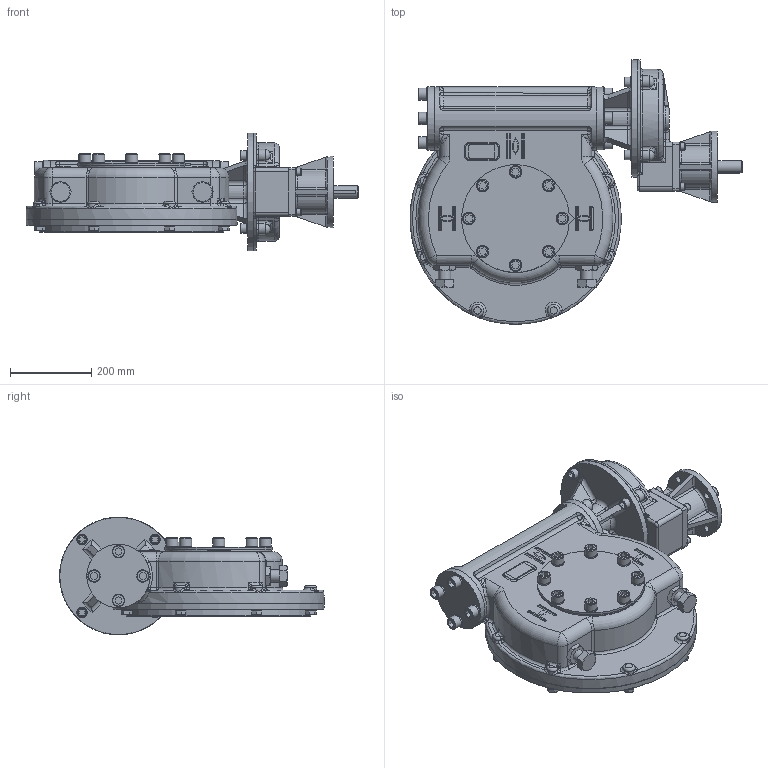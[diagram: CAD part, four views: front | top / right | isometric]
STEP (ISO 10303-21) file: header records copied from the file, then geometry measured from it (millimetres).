
FILE_DESCRIPTION(/* description */ ('Unknown'),/* implementation_level */ '2;1');
FILE_NAME(/* name */ 'PUB-IW82FBIRS-F14-F35',/* time_stamp */ '2016-07-11T14:43:12+01:00',/* author */ ('Unknown'),/* organization */ ('Unknown'),/* preprocessor_version */ 'ST-DEVELOPER v16',/* originating_system */ 'DEX',/* authorisation */ $);
FILE_SCHEMA (('AUTOMOTIVE_DESIGN {1 0 10303 214 3 1 1}'));
Products named in the file (1): PUB-IW82FBIRS-F14-F35
Bounding box: 817.13 x 650.94 x 289.28 mm (x, y, z)
Surface area: 1531289.5 mm2 (no closed solid volume)
Topology: 0 solids, 109 shells, 1473 faces, 5064 edges, 3638 vertices
Faces by surface type: plane 711, cylinder 322, torus 140, bspline 118, cone 118, sphere 64
Full cylindrical faces by diameter (mm): 16.5 x4, 17 x8, 18 x4, 19 x4, 24 x4, 26.211 x8, 30 x19, 30.7 x16, 50 x1, 100 x1, 155 x1, 175 x1, 195 x1, 260 x1, 289 x1, 454.5 x1
Entity records: 74724 total; most frequent: CARTESIAN_POINT 34055, ORIENTED_EDGE 7533, DIRECTION 7503, EDGE_CURVE 4790, VERTEX_POINT 3587, AXIS2_PLACEMENT_3D 2604, LINE 2295, VECTOR 2295
